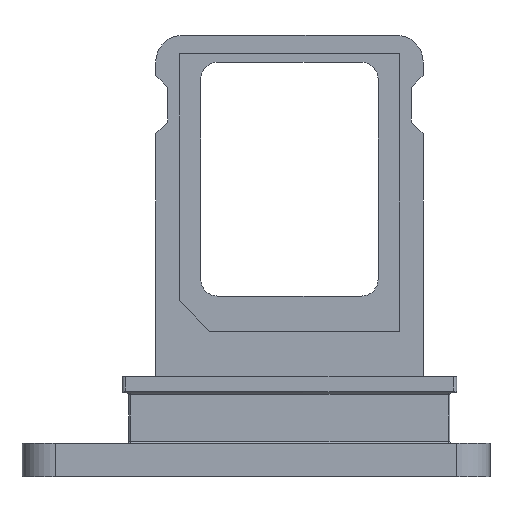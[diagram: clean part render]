
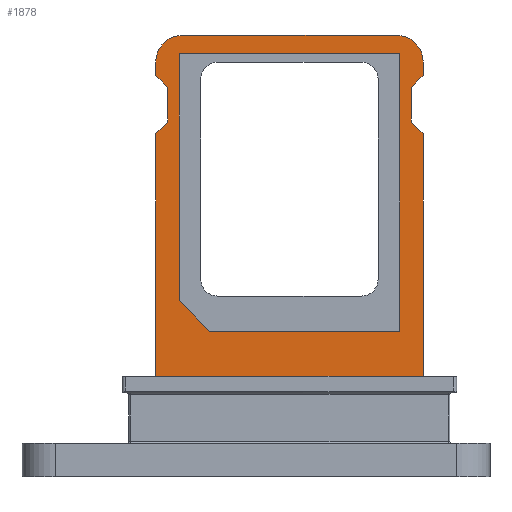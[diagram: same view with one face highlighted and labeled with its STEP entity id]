
A CAD part, front view. The second image highlights one B-rep face of the part: STEP entity #1878.
In plain terms, the highlighted planar face has unit normal (0, -1, 0).
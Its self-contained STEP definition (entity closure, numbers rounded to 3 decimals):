
#3 = VECTOR ( 'NONE', #700, 1000. ) ;
#21 = LINE ( 'NONE', #2206, #2251 ) ;
#35 = VERTEX_POINT ( 'NONE', #2460 ) ;
#70 = VERTEX_POINT ( 'NONE', #225 ) ;
#85 = VECTOR ( 'NONE', #549, 1000. ) ;
#88 = EDGE_CURVE ( 'NONE', #1965, #679, #737, .T. ) ;
#103 = VECTOR ( 'NONE', #918, 1000. ) ;
#117 = CARTESIAN_POINT ( 'NONE',  ( 3., -0.25, 13.2 ) ) ;
#130 = CARTESIAN_POINT ( 'NONE',  ( 3.8, -0.25, 12.4 ) ) ;
#137 = ORIENTED_EDGE ( 'NONE', *, *, #2031, .F. ) ;
#146 = VERTEX_POINT ( 'NONE', #933 ) ;
#150 = ORIENTED_EDGE ( 'NONE', *, *, #1242, .T. ) ;
#199 = ORIENTED_EDGE ( 'NONE', *, *, #1331, .F. ) ;
#208 = CARTESIAN_POINT ( 'NONE',  ( 3., -0.25, 13.2 ) ) ;
#215 = DIRECTION ( 'NONE',  ( 0., 0., -1. ) ) ;
#218 = VERTEX_POINT ( 'NONE', #594 ) ;
#225 = CARTESIAN_POINT ( 'NONE',  ( 3., -0.25, 10.253 ) ) ;
#238 = ORIENTED_EDGE ( 'NONE', *, *, #1869, .T. ) ;
#255 = VECTOR ( 'NONE', #720, 1000. ) ;
#259 = VECTOR ( 'NONE', #474, 1000. ) ;
#261 = VERTEX_POINT ( 'NONE', #1202 ) ;
#288 = ORIENTED_EDGE ( 'NONE', *, *, #1969, .F. ) ;
#305 = EDGE_CURVE ( 'NONE', #1680, #35, #2393, .T. ) ;
#306 = DIRECTION ( 'NONE',  ( 0., 0., 1. ) ) ;
#313 = ORIENTED_EDGE ( 'NONE', *, *, #922, .T. ) ;
#320 = CARTESIAN_POINT ( 'NONE',  ( 10.3, -0.25, 4.35 ) ) ;
#351 = VECTOR ( 'NONE', #215, 1000. ) ;
#357 = CARTESIAN_POINT ( 'NONE',  ( 10.646, -0.25, 10.607 ) ) ;
#372 = DIRECTION ( 'NONE',  ( -0.707, 0., -0.707 ) ) ;
#373 = ORIENTED_EDGE ( 'NONE', *, *, #1067, .T. ) ;
#381 = VECTOR ( 'NONE', #1615, 1000. ) ;
#395 = DIRECTION ( 'NONE',  ( 0., -1., 0. ) ) ;
#400 = PLANE ( 'NONE',  #1841 ) ;
#404 = VERTEX_POINT ( 'NONE', #673 ) ;
#428 = ORIENTED_EDGE ( 'NONE', *, *, #305, .F. ) ;
#471 = EDGE_LOOP ( 'NONE', ( #199, #428, #288, #373, #1031 ) ) ;
#474 = DIRECTION ( 'NONE',  ( 0., 0., -1. ) ) ;
#519 = VERTEX_POINT ( 'NONE', #1333 ) ;
#543 = VERTEX_POINT ( 'NONE', #320 ) ;
#548 = EDGE_CURVE ( 'NONE', #912, #261, #2313, .T. ) ;
#549 = DIRECTION ( 'NONE',  ( -0.707, 0., -0.707 ) ) ;
#574 = ORIENTED_EDGE ( 'NONE', *, *, #1409, .F. ) ;
#594 = CARTESIAN_POINT ( 'NONE',  ( 3.354, -0.25, 10.607 ) ) ;
#595 = DIRECTION ( 'NONE',  ( 0., 0., -1. ) ) ;
#606 = CARTESIAN_POINT ( 'NONE',  ( 3.7, -0.25, 0. ) ) ;
#623 = CIRCLE ( 'NONE', #1218, 0.8 ) ;
#673 = CARTESIAN_POINT ( 'NONE',  ( 3.354, -0.25, 11.646 ) ) ;
#679 = VERTEX_POINT ( 'NONE', #1370 ) ;
#687 = VERTEX_POINT ( 'NONE', #1971 ) ;
#700 = DIRECTION ( 'NONE',  ( 0., 0., -1. ) ) ;
#705 = CARTESIAN_POINT ( 'NONE',  ( 3.354, -0.25, 13.2 ) ) ;
#720 = DIRECTION ( 'NONE',  ( 0.707, 0., -0.707 ) ) ;
#737 = LINE ( 'NONE', #2012, #1648 ) ;
#743 = CARTESIAN_POINT ( 'NONE',  ( 2.4, -0.25, 12.6 ) ) ;
#745 = DIRECTION ( 'NONE',  ( 0., 0., 1. ) ) ;
#762 = ORIENTED_EDGE ( 'NONE', *, *, #2535, .T. ) ;
#766 = VERTEX_POINT ( 'NONE', #1449 ) ;
#788 = FACE_OUTER_BOUND ( 'NONE', #2383, .T. ) ;
#806 = LINE ( 'NONE', #2184, #1376 ) ;
#846 = DIRECTION ( 'NONE',  ( -1., 0., 0. ) ) ;
#853 = ORIENTED_EDGE ( 'NONE', *, *, #1461, .T. ) ;
#871 = CARTESIAN_POINT ( 'NONE',  ( 4.612, -0.25, 4.35 ) ) ;
#891 = CARTESIAN_POINT ( 'NONE',  ( 10.3, -0.25, 0. ) ) ;
#909 = DIRECTION ( 'NONE',  ( 0.707, 0., -0.707 ) ) ;
#912 = VERTEX_POINT ( 'NONE', #1866 ) ;
#918 = DIRECTION ( 'NONE',  ( 1., 0., 0. ) ) ;
#922 = EDGE_CURVE ( 'NONE', #404, #218, #1276, .T. ) ;
#933 = CARTESIAN_POINT ( 'NONE',  ( 10.646, -0.25, 11.646 ) ) ;
#967 = DIRECTION ( 'NONE',  ( 0., 0., -1. ) ) ;
#973 = FACE_BOUND ( 'NONE', #471, .T. ) ;
#989 = EDGE_CURVE ( 'NONE', #766, #1676, #1980, .T. ) ;
#1027 = LINE ( 'NONE', #1059, #2296 ) ;
#1031 = ORIENTED_EDGE ( 'NONE', *, *, #2144, .T. ) ;
#1059 = CARTESIAN_POINT ( 'NONE',  ( 0., -0.25, 12.65 ) ) ;
#1065 = LINE ( 'NONE', #1851, #3 ) ;
#1067 = EDGE_CURVE ( 'NONE', #2248, #543, #1446, .T. ) ;
#1091 = DIRECTION ( 'NONE',  ( 0., -1., 0. ) ) ;
#1100 = VERTEX_POINT ( 'NONE', #2468 ) ;
#1162 = EDGE_CURVE ( 'NONE', #679, #687, #1065, .T. ) ;
#1202 = CARTESIAN_POINT ( 'NONE',  ( 10.2, -0.25, 13.2 ) ) ;
#1218 = AXIS2_PLACEMENT_3D ( 'NONE', #2347, #395, #745 ) ;
#1242 = EDGE_CURVE ( 'NONE', #70, #519, #1898, .T. ) ;
#1268 = ORIENTED_EDGE ( 'NONE', *, *, #1308, .F. ) ;
#1276 = LINE ( 'NONE', #705, #2207 ) ;
#1288 = DIRECTION ( 'NONE',  ( -1., 0., 0. ) ) ;
#1308 = EDGE_CURVE ( 'NONE', #1739, #1100, #806, .T. ) ;
#1331 = EDGE_CURVE ( 'NONE', #35, #2071, #2353, .T. ) ;
#1333 = CARTESIAN_POINT ( 'NONE',  ( 3., -0.25, 3. ) ) ;
#1360 = DIRECTION ( 'NONE',  ( 1., 0., 0. ) ) ;
#1370 = CARTESIAN_POINT ( 'NONE',  ( 11., -0.25, 10.253 ) ) ;
#1375 = DIRECTION ( 'NONE',  ( 0.707, 0., -0.707 ) ) ;
#1376 = VECTOR ( 'NONE', #595, 1000. ) ;
#1409 = EDGE_CURVE ( 'NONE', #1100, #146, #21, .T. ) ;
#1416 = ORIENTED_EDGE ( 'NONE', *, *, #989, .T. ) ;
#1429 = CARTESIAN_POINT ( 'NONE',  ( 10.646, -0.25, 13.2 ) ) ;
#1446 = LINE ( 'NONE', #891, #1542 ) ;
#1449 = CARTESIAN_POINT ( 'NONE',  ( 3., -0.25, 12.4 ) ) ;
#1457 = ORIENTED_EDGE ( 'NONE', *, *, #2338, .T. ) ;
#1461 = EDGE_CURVE ( 'NONE', #1676, #404, #2306, .T. ) ;
#1498 = VECTOR ( 'NONE', #1375, 1000. ) ;
#1500 = CIRCLE ( 'NONE', #2375, 0.8 ) ;
#1516 = CARTESIAN_POINT ( 'NONE',  ( 10.3, -0.25, 12.65 ) ) ;
#1522 = DIRECTION ( 'NONE',  ( 0., 0., -1. ) ) ;
#1528 = LINE ( 'NONE', #1916, #2247 ) ;
#1542 = VECTOR ( 'NONE', #2085, 1000. ) ;
#1563 = CARTESIAN_POINT ( 'NONE',  ( 4.473, -0.25, 11.727 ) ) ;
#1593 = CARTESIAN_POINT ( 'NONE',  ( 3., -0.25, 13.2 ) ) ;
#1608 = ORIENTED_EDGE ( 'NONE', *, *, #548, .F. ) ;
#1613 = ORIENTED_EDGE ( 'NONE', *, *, #88, .F. ) ;
#1615 = DIRECTION ( 'NONE',  ( 0., 0., -1. ) ) ;
#1648 = VECTOR ( 'NONE', #909, 1000. ) ;
#1661 = LINE ( 'NONE', #1429, #259 ) ;
#1676 = VERTEX_POINT ( 'NONE', #2212 ) ;
#1680 = VERTEX_POINT ( 'NONE', #2188 ) ;
#1708 = VECTOR ( 'NONE', #1360, 1000. ) ;
#1739 = VERTEX_POINT ( 'NONE', #2249 ) ;
#1778 = LINE ( 'NONE', #2182, #1708 ) ;
#1841 = AXIS2_PLACEMENT_3D ( 'NONE', #1593, #1959, #2169 ) ;
#1851 = CARTESIAN_POINT ( 'NONE',  ( 11., -0.25, 13.2 ) ) ;
#1866 = CARTESIAN_POINT ( 'NONE',  ( 3.8, -0.25, 13.2 ) ) ;
#1869 = EDGE_CURVE ( 'NONE', #519, #687, #1778, .T. ) ;
#1878 = ADVANCED_FACE ( 'NONE', ( #973, #788 ), #400, .F. ) ;
#1898 = LINE ( 'NONE', #1909, #2469 ) ;
#1909 = CARTESIAN_POINT ( 'NONE',  ( 3., -0.25, 13.2 ) ) ;
#1916 = CARTESIAN_POINT ( 'NONE',  ( 0., -0.25, 4.35 ) ) ;
#1958 = ORIENTED_EDGE ( 'NONE', *, *, #2331, .T. ) ;
#1959 = DIRECTION ( 'NONE',  ( 0., 1., 0. ) ) ;
#1965 = VERTEX_POINT ( 'NONE', #357 ) ;
#1969 = EDGE_CURVE ( 'NONE', #2248, #1680, #1027, .T. ) ;
#1971 = CARTESIAN_POINT ( 'NONE',  ( 11., -0.25, 3. ) ) ;
#1980 = LINE ( 'NONE', #208, #381 ) ;
#2012 = CARTESIAN_POINT ( 'NONE',  ( 5.527, -0.25, 15.727 ) ) ;
#2031 = EDGE_CURVE ( 'NONE', #146, #1965, #1661, .T. ) ;
#2071 = VERTEX_POINT ( 'NONE', #871 ) ;
#2085 = DIRECTION ( 'NONE',  ( 0., 0., -1. ) ) ;
#2144 = EDGE_CURVE ( 'NONE', #543, #2071, #1528, .T. ) ;
#2169 = DIRECTION ( 'NONE',  ( 0., 0., 1. ) ) ;
#2182 = CARTESIAN_POINT ( 'NONE',  ( 3., -0.25, 3. ) ) ;
#2184 = CARTESIAN_POINT ( 'NONE',  ( 11., -0.25, 13.2 ) ) ;
#2188 = CARTESIAN_POINT ( 'NONE',  ( 3.7, -0.25, 12.65 ) ) ;
#2206 = CARTESIAN_POINT ( 'NONE',  ( 7.6, -0.25, 8.6 ) ) ;
#2207 = VECTOR ( 'NONE', #967, 1000. ) ;
#2212 = CARTESIAN_POINT ( 'NONE',  ( 3., -0.25, 11.999 ) ) ;
#2247 = VECTOR ( 'NONE', #1288, 1000. ) ;
#2248 = VERTEX_POINT ( 'NONE', #1516 ) ;
#2249 = CARTESIAN_POINT ( 'NONE',  ( 11., -0.25, 12.4 ) ) ;
#2251 = VECTOR ( 'NONE', #372, 1000. ) ;
#2296 = VECTOR ( 'NONE', #846, 1000. ) ;
#2306 = LINE ( 'NONE', #743, #255 ) ;
#2313 = LINE ( 'NONE', #117, #103 ) ;
#2324 = ORIENTED_EDGE ( 'NONE', *, *, #1162, .F. ) ;
#2331 = EDGE_CURVE ( 'NONE', #1739, #261, #623, .T. ) ;
#2338 = EDGE_CURVE ( 'NONE', #218, #70, #2371, .T. ) ;
#2347 = CARTESIAN_POINT ( 'NONE',  ( 10.2, -0.25, 12.4 ) ) ;
#2353 = LINE ( 'NONE', #2382, #1498 ) ;
#2371 = LINE ( 'NONE', #1563, #85 ) ;
#2375 = AXIS2_PLACEMENT_3D ( 'NONE', #130, #1091, #306 ) ;
#2382 = CARTESIAN_POINT ( 'NONE',  ( 4.481, -0.25, 4.481 ) ) ;
#2383 = EDGE_LOOP ( 'NONE', ( #1268, #1958, #1608, #762, #1416, #853, #313, #1457, #150, #238, #2324, #1613, #137, #574 ) ) ;
#2393 = LINE ( 'NONE', #606, #351 ) ;
#2460 = CARTESIAN_POINT ( 'NONE',  ( 3.7, -0.25, 5.262 ) ) ;
#2468 = CARTESIAN_POINT ( 'NONE',  ( 11., -0.25, 11.999 ) ) ;
#2469 = VECTOR ( 'NONE', #1522, 1000. ) ;
#2535 = EDGE_CURVE ( 'NONE', #912, #766, #1500, .T. ) ;
